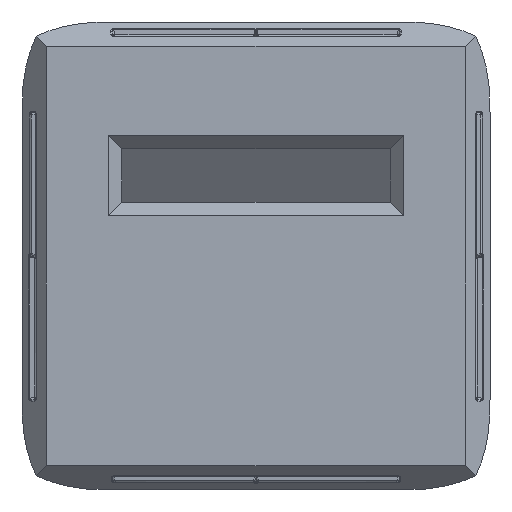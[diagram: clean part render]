
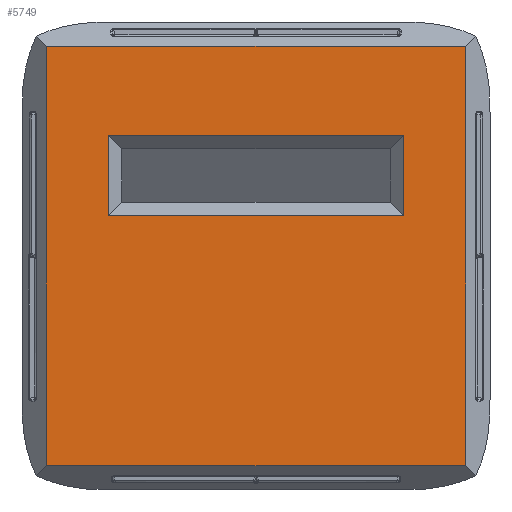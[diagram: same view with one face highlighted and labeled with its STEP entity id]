
A CAD part, top view. The second image highlights one B-rep face of the part: STEP entity #5749.
In plain terms, the highlighted planar face has unit normal (0, 0, 1).
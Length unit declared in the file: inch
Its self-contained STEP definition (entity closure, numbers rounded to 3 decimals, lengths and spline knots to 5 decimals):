
#16=FACE_BOUND('',#1213,.T.);
#154=ELLIPSE('',#6250,0.00682,0.00394);
#155=ELLIPSE('',#6252,0.00682,0.00394);
#156=ELLIPSE('',#6264,0.00682,0.00394);
#157=ELLIPSE('',#6265,0.00682,0.00394);
#830=FACE_OUTER_BOUND('',#1212,.T.);
#1212=EDGE_LOOP('',(#4476,#4477,#4478,#4479,#4480,#4481,#4482,#4483));
#1213=EDGE_LOOP('',(#4484,#4485,#4486,#4487));
#1434=LINE('',#8192,#1752);
#1507=LINE('',#15860,#1825);
#1573=LINE('',#16705,#1891);
#1577=LINE('',#16713,#1895);
#1580=LINE('',#16717,#1898);
#1581=LINE('',#16720,#1899);
#1582=LINE('',#16724,#1900);
#1583=LINE('',#16727,#1901);
#1752=VECTOR('',#6605,0.3937);
#1825=VECTOR('',#6978,0.03937);
#1891=VECTOR('',#7342,0.3937);
#1895=VECTOR('',#7348,0.3937);
#1898=VECTOR('',#7353,0.3937);
#1899=VECTOR('',#7356,0.03937);
#1900=VECTOR('',#7359,0.03937);
#1901=VECTOR('',#7362,0.03937);
#2296=VERTEX_POINT('',#8189);
#2297=VERTEX_POINT('',#8191);
#2472=VERTEX_POINT('',#15857);
#2473=VERTEX_POINT('',#15859);
#2557=VERTEX_POINT('',#16666);
#2558=VERTEX_POINT('',#16670);
#2569=VERTEX_POINT('',#16704);
#2572=VERTEX_POINT('',#16712);
#2573=VERTEX_POINT('',#16719);
#2574=VERTEX_POINT('',#16721);
#2575=VERTEX_POINT('',#16723);
#2576=VERTEX_POINT('',#16725);
#2814=EDGE_CURVE('',#2297,#2296,#1434,.T.);
#3072=EDGE_CURVE('',#2473,#2472,#1507,.T.);
#3232=EDGE_CURVE('',#2473,#2557,#154,.T.);
#3234=EDGE_CURVE('',#2558,#2472,#155,.T.);
#3251=EDGE_CURVE('',#2569,#2296,#1573,.T.);
#3255=EDGE_CURVE('',#2572,#2297,#1577,.T.);
#3258=EDGE_CURVE('',#2572,#2569,#1580,.T.);
#3259=EDGE_CURVE('',#2558,#2573,#1581,.T.);
#3260=EDGE_CURVE('',#2573,#2574,#156,.T.);
#3261=EDGE_CURVE('',#2575,#2574,#1582,.T.);
#3262=EDGE_CURVE('',#2575,#2576,#157,.T.);
#3263=EDGE_CURVE('',#2557,#2576,#1583,.T.);
#4476=ORIENTED_EDGE('',*,*,#3259,.T.);
#4477=ORIENTED_EDGE('',*,*,#3260,.T.);
#4478=ORIENTED_EDGE('',*,*,#3261,.F.);
#4479=ORIENTED_EDGE('',*,*,#3262,.T.);
#4480=ORIENTED_EDGE('',*,*,#3263,.F.);
#4481=ORIENTED_EDGE('',*,*,#3232,.F.);
#4482=ORIENTED_EDGE('',*,*,#3072,.T.);
#4483=ORIENTED_EDGE('',*,*,#3234,.F.);
#4484=ORIENTED_EDGE('',*,*,#3255,.T.);
#4485=ORIENTED_EDGE('',*,*,#2814,.T.);
#4486=ORIENTED_EDGE('',*,*,#3251,.F.);
#4487=ORIENTED_EDGE('',*,*,#3258,.F.);
#5517=PLANE('',#6263);
#5749=ADVANCED_FACE('',(#830,#16),#5517,.T.);
#6250=AXIS2_PLACEMENT_3D('',#16667,#7305,#7306);
#6252=AXIS2_PLACEMENT_3D('',#16671,#7310,#7311);
#6263=AXIS2_PLACEMENT_3D('',#16718,#7354,#7355);
#6264=AXIS2_PLACEMENT_3D('',#16722,#7357,#7358);
#6265=AXIS2_PLACEMENT_3D('',#16726,#7360,#7361);
#6605=DIRECTION('',(0.,-1.,0.));
#6978=DIRECTION('',(0.,1.,0.));
#7305=DIRECTION('center_axis',(0.,0.,-1.));
#7306=DIRECTION('ref_axis',(0.707,-0.707,0.));
#7310=DIRECTION('center_axis',(0.,0.,-1.));
#7311=DIRECTION('ref_axis',(0.707,0.707,0.));
#7342=DIRECTION('',(1.,0.,0.));
#7348=DIRECTION('',(1.,0.,0.));
#7353=DIRECTION('',(0.,-1.,0.));
#7354=DIRECTION('center_axis',(0.,0.,1.));
#7355=DIRECTION('ref_axis',(0.,-1.,0.));
#7356=DIRECTION('',(-1.,0.,0.));
#7357=DIRECTION('center_axis',(0.,0.,1.));
#7358=DIRECTION('ref_axis',(-0.707,0.707,0.));
#7359=DIRECTION('',(0.,1.,0.));
#7360=DIRECTION('center_axis',(0.,0.,1.));
#7361=DIRECTION('ref_axis',(-0.707,-0.707,0.));
#7362=DIRECTION('',(-1.,0.,0.));
#8189=CARTESIAN_POINT('',(1.375,0.375,-1.93353));
#8191=CARTESIAN_POINT('',(1.375,1.125,-1.93353));
#8192=CARTESIAN_POINT('',(1.375,0.88547,-1.93353));
#15857=CARTESIAN_POINT('',(1.95175,1.94897,-1.93353));
#15859=CARTESIAN_POINT('',(1.95175,-1.94897,-1.93353));
#15860=CARTESIAN_POINT('',(1.95175,21.56903,-1.93353));
#16666=CARTESIAN_POINT('',(1.94897,-1.95175,-1.93353));
#16667=CARTESIAN_POINT('Origin',(1.94618,-1.94618,-1.93353));
#16670=CARTESIAN_POINT('',(1.94897,1.95175,-1.93353));
#16671=CARTESIAN_POINT('Origin',(1.94618,1.94618,-1.93353));
#16704=CARTESIAN_POINT('',(-1.375,0.375,-1.93353));
#16705=CARTESIAN_POINT('',(10.78451,0.375,-1.93353));
#16712=CARTESIAN_POINT('',(-1.375,1.125,-1.93353));
#16713=CARTESIAN_POINT('',(-10.78451,1.125,-1.93353));
#16717=CARTESIAN_POINT('',(-1.375,0.88547,-1.93353));
#16718=CARTESIAN_POINT('Origin',(21.56903,1.83343,-1.93353));
#16719=CARTESIAN_POINT('',(-1.94897,1.95175,-1.93353));
#16720=CARTESIAN_POINT('',(-21.56903,1.95175,-1.93353));
#16721=CARTESIAN_POINT('',(-1.95175,1.94897,-1.93353));
#16722=CARTESIAN_POINT('Origin',(-1.94618,1.94618,-1.93353));
#16723=CARTESIAN_POINT('',(-1.95175,-1.94897,-1.93353));
#16724=CARTESIAN_POINT('',(-1.95175,21.56903,-1.93353));
#16725=CARTESIAN_POINT('',(-1.94897,-1.95175,-1.93353));
#16726=CARTESIAN_POINT('Origin',(-1.94618,-1.94618,-1.93353));
#16727=CARTESIAN_POINT('',(-21.56903,-1.95175,-1.93353));
